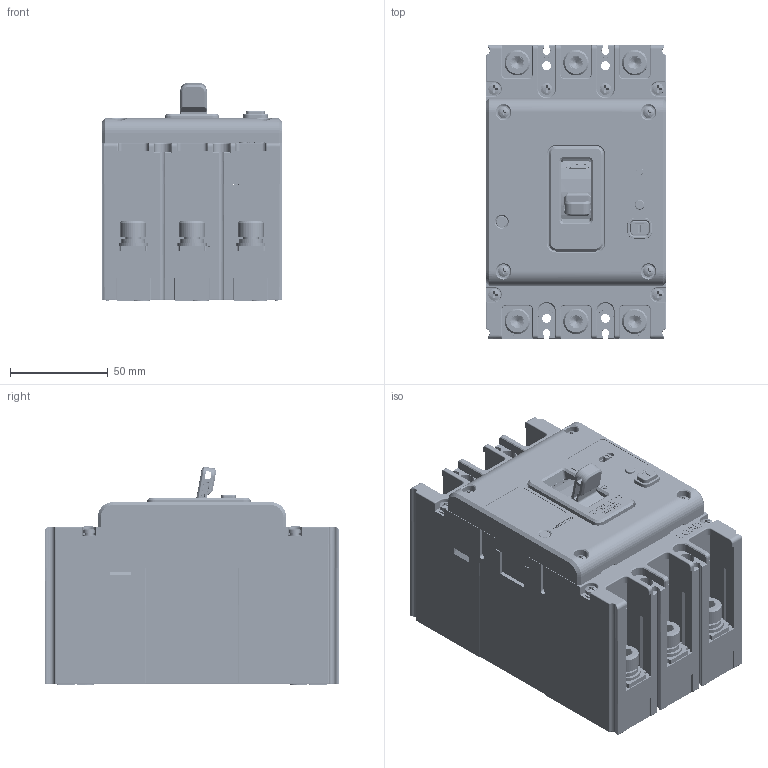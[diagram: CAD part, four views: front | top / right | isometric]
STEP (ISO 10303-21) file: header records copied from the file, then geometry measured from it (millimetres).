
FILE_DESCRIPTION((''),'2;1');
FILE_NAME('CDM6LI-125CLM_3P_ASM','2023-05-29T',('heyan.du'),(''),'PRO/ENGINEER BY PARAMETRIC TECHNOLOGY CORPORATION, 2015440','PRO/ENGINEER BY PARAMETRIC TECHNOLOGY CORPORATION, 2015440','');
FILE_SCHEMA(('CONFIG_CONTROL_DESIGN'));
Products named in the file (48): 8024033000_1; GB_T809_M3_5X12_2; 5024037900_ASM_1_ASM; 8551018600_2; 5551030000_ASM_3_ASM; 8510020900_2; 5420039200_ASM_3_ASM; 5420039500_ASM_3_ASM; 5615028400_ASM_3_ASM; 8510020800_2; 5420039100_ASM_3_ASM; 5420039400_ASM_3_ASM; 5615028300_ASM_3_ASM; 8510021000_2; 5420039300_ASM_3_ASM; 5420039600_ASM_3_ASM; 5615028500_ASM_3_ASM; 6176013300_ASM_2_ASM; 6760011500_ASM_2_ASM; 8742105400_2; 8750031500_2; 8760013600_2; 8750031300_1; 8253059200_2; 8865077900_AF0_2; 8865078000_AF0_2; 5253022500_ASM_2_ASM; 7010600401L_GB_T70_1_M8X16_2; 7090370701K_GB_T93_8_2; GB_T97_4_8_2; 5850008100_ASM_2_ASM; 8253063000_2; 6716014700_ASM_3_ASM; 8315063200_1; 8282073000_AF0_2; 8253059300_2; 8315063400_2; 8253063200_2; 7020100411_GB13806_2_ST2_9X8_A_; 8322007300_2 ...
Assembly tree (76 placements, depth 8):
  CDM6LI-125CLM_3P_ASM
    2256022400_ASM_2_ASM
      6760011500_ASM_2_ASM
        5024037900_ASM_1_ASM
          8024033000_1
          GB_T809_M3_5X12_2  x6
        5551030000_ASM_3_ASM  x3
          8551018600_2
        6176013300_ASM_2_ASM
          5615028400_ASM_3_ASM
            5420039500_ASM_3_ASM
              5420039200_ASM_3_ASM
                8510020900_2
          5615028300_ASM_3_ASM
            5420039400_ASM_3_ASM
              5420039100_ASM_3_ASM
                8510020800_2
          5615028500_ASM_3_ASM
            5420039600_ASM_3_ASM
              5420039300_ASM_3_ASM
                8510021000_2
      8742105400_2  x3
      8750031500_2  x3
      8760013600_2  x6
      8750031300_1
      5253022500_ASM_2_ASM
        8253059200_2
        8865077900_AF0_2
        8865078000_AF0_2
      5850008100_ASM_2_ASM  x6
        7010600401L_GB_T70_1_M8X16_2
        7090370701K_GB_T93_8_2
        GB_T97_4_8_2
      6716014700_ASM_3_ASM
        8253063000_2
      5315044800_ASM_1_ASM
        8315063200_1
        8282073000_AF0_2
        8253059300_2
        8315063400_2
        8253063200_2
        7020100411_GB13806_2_ST2_9X8_A_  x4
        8322007300_2
      5850007200_ASM_2_ASM  x6
        GB_T823-M3_5X30_2
        7090300201_GB_T93_3_2
        8950019500_2
      8300048900_2
Bounding box: 92 x 150 x 111.64 mm (x, y, z)
Volume: 423986.4 mm3; surface area: 325534.1 mm2
Topology: 77 solids, 106 shells, 5998 faces, 16226 edges, 10519 vertices
Faces by surface type: plane 3727, cylinder 1548, cone 203, torus 186, extrusion 178, bspline 117, sphere 39
Entity records: 163503 total; most frequent: CARTESIAN_POINT 41027, ORIENTED_EDGE 26084, DIRECTION 24364, EDGE_CURVE 13058, VECTOR 9320, LINE 9142, VERTEX_POINT 8517, AXIS2_PLACEMENT_3D 7522
